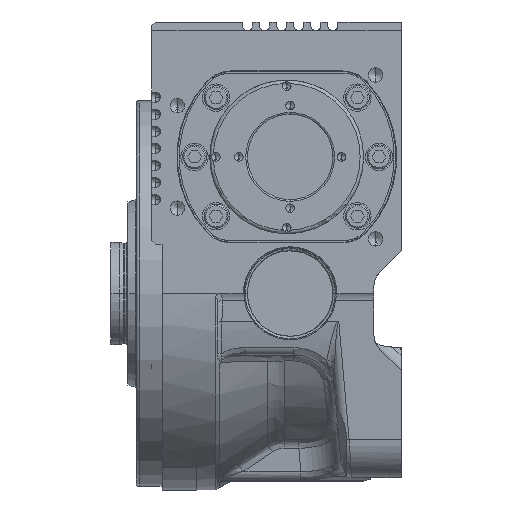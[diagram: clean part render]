
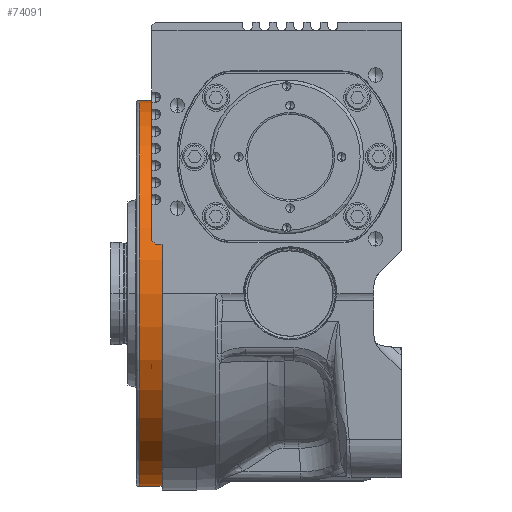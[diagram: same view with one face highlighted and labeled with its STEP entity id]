
A CAD part, left-side view. The second image highlights one B-rep face of the part: STEP entity #74091.
In plain terms, the highlighted cylindrical face has radius 56.5 mm (diameter 113 mm), a partial arc.
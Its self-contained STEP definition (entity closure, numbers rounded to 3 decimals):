
#1025 = FACE_OUTER_BOUND ( 'NONE', #79594, .T. ) ;
#5701 = ORIENTED_EDGE ( 'NONE', *, *, #70932, .F. ) ;
#6549 = VERTEX_POINT ( 'NONE', #49917 ) ;
#7526 = CARTESIAN_POINT ( 'NONE',  ( 0., 37.5, 56.5 ) ) ;
#7625 = CARTESIAN_POINT ( 'NONE',  ( 0., 44.2, -56.5 ) ) ;
#8603 = EDGE_CURVE ( 'NONE', #63995, #6549, #68695, .T. ) ;
#8615 = AXIS2_PLACEMENT_3D ( 'NONE', #22040, #66888, #48311 ) ;
#14825 = DIRECTION ( 'NONE',  ( 0., 1., 0. ) ) ;
#16085 = CARTESIAN_POINT ( 'NONE',  ( 0., 47.168, -56.5 ) ) ;
#16153 = DIRECTION ( 'NONE',  ( 0., 1., 0. ) ) ;
#19495 = EDGE_CURVE ( 'NONE', #72483, #63995, #75754, .T. ) ;
#22040 = CARTESIAN_POINT ( 'NONE',  ( 0., 47.168, 0. ) ) ;
#22146 = VECTOR ( 'NONE', #16153, 1000. ) ;
#22546 = LINE ( 'NONE', #16085, #74164 ) ;
#22549 = CIRCLE ( 'NONE', #33559, 56.5 ) ;
#26876 = EDGE_CURVE ( 'NONE', #6549, #74575, #22549, .T. ) ;
#26899 = DIRECTION ( 'NONE',  ( -1., 0., 0. ) ) ;
#29446 = ORIENTED_EDGE ( 'NONE', *, *, #8603, .T. ) ;
#33559 = AXIS2_PLACEMENT_3D ( 'NONE', #50595, #70006, #44151 ) ;
#40566 = CYLINDRICAL_SURFACE ( 'NONE', #8615, 56.5 ) ;
#42307 = DIRECTION ( 'NONE',  ( 0., 1., 0. ) ) ;
#44151 = DIRECTION ( 'NONE',  ( 0., 0., -1. ) ) ;
#45090 = CARTESIAN_POINT ( 'NONE',  ( 0., 37.5, 0. ) ) ;
#48311 = DIRECTION ( 'NONE',  ( 0., 0., 1. ) ) ;
#49917 = CARTESIAN_POINT ( 'NONE',  ( 0., 44.2, 56.5 ) ) ;
#50595 = CARTESIAN_POINT ( 'NONE',  ( 0., 44.2, 0. ) ) ;
#61801 = CARTESIAN_POINT ( 'NONE',  ( 0., 47.168, 56.5 ) ) ;
#63995 = VERTEX_POINT ( 'NONE', #7526 ) ;
#66206 = ORIENTED_EDGE ( 'NONE', *, *, #19495, .T. ) ;
#66888 = DIRECTION ( 'NONE',  ( 0., 1., 0. ) ) ;
#68695 = LINE ( 'NONE', #61801, #22146 ) ;
#69120 = ORIENTED_EDGE ( 'NONE', *, *, #26876, .T. ) ;
#70006 = DIRECTION ( 'NONE',  ( 0., -1., 0. ) ) ;
#70932 = EDGE_CURVE ( 'NONE', #72483, #74575, #22546, .T. ) ;
#72483 = VERTEX_POINT ( 'NONE', #81442 ) ;
#74091 = ADVANCED_FACE ( 'NONE', ( #1025 ), #40566, .T. ) ;
#74164 = VECTOR ( 'NONE', #42307, 1000. ) ;
#74575 = VERTEX_POINT ( 'NONE', #7625 ) ;
#75754 = CIRCLE ( 'NONE', #79901, 56.5 ) ;
#79594 = EDGE_LOOP ( 'NONE', ( #5701, #66206, #29446, #69120 ) ) ;
#79901 = AXIS2_PLACEMENT_3D ( 'NONE', #45090, #14825, #26899 ) ;
#81442 = CARTESIAN_POINT ( 'NONE',  ( 0., 37.5, -56.5 ) ) ;
